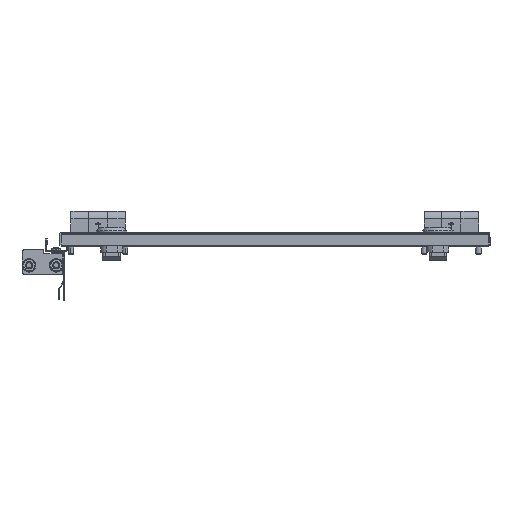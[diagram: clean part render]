
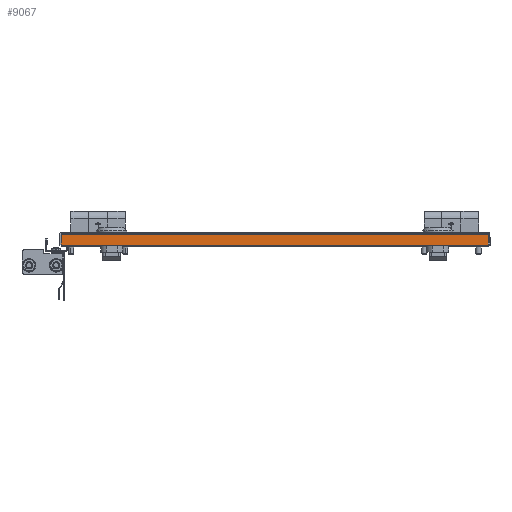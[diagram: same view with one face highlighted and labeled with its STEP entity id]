
A CAD part, left-side view. The second image highlights one B-rep face of the part: STEP entity #9067.
In plain terms, the highlighted planar face has unit normal (-1, 0, 0).
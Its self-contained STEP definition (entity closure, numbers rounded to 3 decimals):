
#182 = EDGE_LOOP ( 'NONE', ( #49533, #10225, #17373, #34969 ) ) ;
#1746 = CARTESIAN_POINT ( 'NONE',  ( -489.25, -0.002, 0. ) ) ;
#3809 = VECTOR ( 'NONE', #40321, 1000. ) ;
#4072 = VERTEX_POINT ( 'NONE', #30730 ) ;
#4962 = DIRECTION ( 'NONE',  ( 0., 0., -1. ) ) ;
#8674 = VERTEX_POINT ( 'NONE', #35506 ) ;
#8904 = CARTESIAN_POINT ( 'NONE',  ( -489.25, -0.002, -12. ) ) ;
#9067 = ADVANCED_FACE ( 'NONE', ( #13029 ), #25035, .F. ) ;
#10225 = ORIENTED_EDGE ( 'NONE', *, *, #35702, .F. ) ;
#12120 = DIRECTION ( 'NONE',  ( 0., 0., -1. ) ) ;
#13029 = FACE_OUTER_BOUND ( 'NONE', #182, .T. ) ;
#14066 = DIRECTION ( 'NONE',  ( 0., -1., 0. ) ) ;
#14508 = EDGE_CURVE ( 'NONE', #23559, #8674, #29585, .T. ) ;
#14663 = CARTESIAN_POINT ( 'NONE',  ( -489.25, 196.528, 0. ) ) ;
#17071 = VECTOR ( 'NONE', #12120, 1000. ) ;
#17373 = ORIENTED_EDGE ( 'NONE', *, *, #43766, .T. ) ;
#20176 = LINE ( 'NONE', #14663, #28247 ) ;
#21857 = CARTESIAN_POINT ( 'NONE',  ( -489.25, -198.002, -2.4 ) ) ;
#23559 = VERTEX_POINT ( 'NONE', #56538 ) ;
#25035 = PLANE ( 'NONE',  #52207 ) ;
#27884 = LINE ( 'NONE', #8904, #33060 ) ;
#28207 = VERTEX_POINT ( 'NONE', #56994 ) ;
#28247 = VECTOR ( 'NONE', #4962, 1000. ) ;
#29585 = LINE ( 'NONE', #35741, #17071 ) ;
#29590 = DIRECTION ( 'NONE',  ( 1., 0., 0. ) ) ;
#30730 = CARTESIAN_POINT ( 'NONE',  ( -489.25, 196.528, -2.4 ) ) ;
#33060 = VECTOR ( 'NONE', #14066, 1000. ) ;
#34248 = DIRECTION ( 'NONE',  ( 0., 0., -1. ) ) ;
#34969 = ORIENTED_EDGE ( 'NONE', *, *, #39676, .T. ) ;
#35506 = CARTESIAN_POINT ( 'NONE',  ( -489.25, -196.531, -12. ) ) ;
#35702 = EDGE_CURVE ( 'NONE', #4072, #23559, #53212, .T. ) ;
#35741 = CARTESIAN_POINT ( 'NONE',  ( -489.25, -196.531, -1.4 ) ) ;
#39676 = EDGE_CURVE ( 'NONE', #28207, #8674, #27884, .T. ) ;
#40321 = DIRECTION ( 'NONE',  ( 0., -1., 0. ) ) ;
#43766 = EDGE_CURVE ( 'NONE', #4072, #28207, #20176, .T. ) ;
#49533 = ORIENTED_EDGE ( 'NONE', *, *, #14508, .F. ) ;
#52207 = AXIS2_PLACEMENT_3D ( 'NONE', #1746, #29590, #34248 ) ;
#53212 = LINE ( 'NONE', #21857, #3809 ) ;
#56538 = CARTESIAN_POINT ( 'NONE',  ( -489.25, -196.531, -2.4 ) ) ;
#56994 = CARTESIAN_POINT ( 'NONE',  ( -489.25, 196.528, -12. ) ) ;
